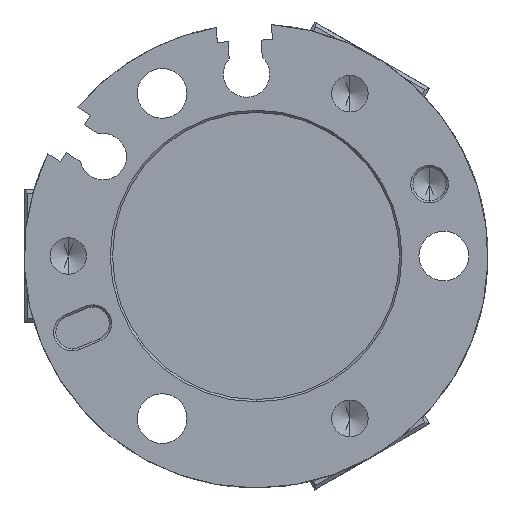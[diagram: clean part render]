
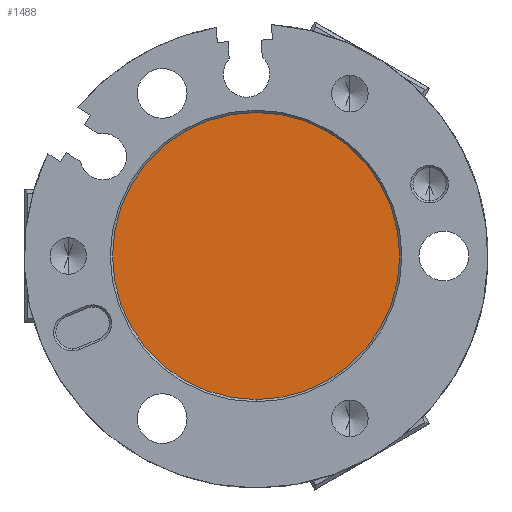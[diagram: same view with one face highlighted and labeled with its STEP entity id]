
A CAD part, front view. The second image highlights one B-rep face of the part: STEP entity #1488.
In plain terms, the highlighted planar face has unit normal (0, -1, 0).
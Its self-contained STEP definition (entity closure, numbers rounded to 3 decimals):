
#458 = EDGE_CURVE ( 'NONE', #459, #460, #3442, .T. ) ;
#459 = VERTEX_POINT ( 'NONE', #3437 ) ;
#460 = VERTEX_POINT ( 'NONE', #3436 ) ;
#1484 = EDGE_CURVE ( 'NONE', #460, #459, #5333, .T. ) ;
#1488 = ADVANCED_FACE ( 'NONE', ( #5323 ), #5322, .T. ) ;
#1489 = EDGE_LOOP ( 'NONE', ( #1490, #1491 ) ) ;
#1490 = ORIENTED_EDGE ( 'NONE', *, *, #1484, .T. ) ;
#1491 = ORIENTED_EDGE ( 'NONE', *, *, #458, .T. ) ;
#3436 = CARTESIAN_POINT ( 'NONE',  ( 0., 1.5, -13. ) ) ;
#3437 = CARTESIAN_POINT ( 'NONE',  ( 0., 1.5, 13. ) ) ;
#3438 = DIRECTION ( 'NONE',  ( 0., 0., -1. ) ) ;
#3439 = DIRECTION ( 'NONE',  ( 0., -1., 0. ) ) ;
#3440 = CARTESIAN_POINT ( 'NONE',  ( 0., 1.5, 0. ) ) ;
#3441 = AXIS2_PLACEMENT_3D ( 'NONE', #3440, #3439, #3438 ) ;
#3442 = CIRCLE ( 'NONE', #3441, 13. ) ;
#5318 = DIRECTION ( 'NONE',  ( 0., 0., -1. ) ) ;
#5319 = DIRECTION ( 'NONE',  ( 0., -1., 0. ) ) ;
#5320 = CARTESIAN_POINT ( 'NONE',  ( 0., 1.5, 0. ) ) ;
#5321 = AXIS2_PLACEMENT_3D ( 'NONE', #5320, #5319, #5318 ) ;
#5322 = PLANE ( 'NONE',  #5321 ) ;
#5323 = FACE_OUTER_BOUND ( 'NONE', #1489, .T. ) ;
#5329 = DIRECTION ( 'NONE',  ( 0., 0., -1. ) ) ;
#5330 = DIRECTION ( 'NONE',  ( 0., -1., 0. ) ) ;
#5331 = CARTESIAN_POINT ( 'NONE',  ( 0., 1.5, 0. ) ) ;
#5332 = AXIS2_PLACEMENT_3D ( 'NONE', #5331, #5330, #5329 ) ;
#5333 = CIRCLE ( 'NONE', #5332, 13. ) ;
